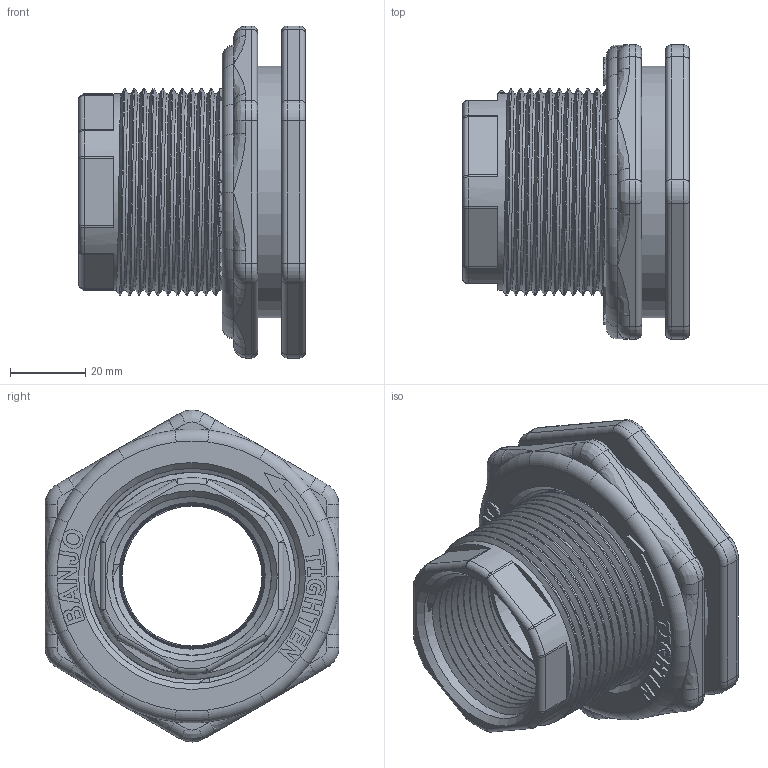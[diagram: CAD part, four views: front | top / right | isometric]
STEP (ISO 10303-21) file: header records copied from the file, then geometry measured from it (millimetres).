
FILE_DESCRIPTION((''),'2;1');
FILE_NAME('TF125SS.stp','2013-07-22T16:03:15',('mclevenger'),(''),'Autodesk Inventor 2013','Autodesk Inventor 2013','');
FILE_SCHEMA(('AUTOMOTIVE_DESIGN { 1 0 10303 214 1 1 1 1 }'));
Length unit declared in the file: inch
Products named in the file (4): TF125SS; TF121SS; TF103SS; 200G
Assembly tree (3 placements, depth 2):
  TF125SS
    TF121SS
    TF103SS
    200G
Bounding box: 60.2 x 77.98 x 88.08 mm (x, y, z)
Volume: 117751.7 mm3; surface area: 48168.2 mm2
Topology: 3 solids, 3 shells, 396 faces, 987 edges, 606 vertices
Faces by surface type: plane 173, cylinder 72, bspline 69, torus 44, cone 26, sphere 12
Full cylindrical faces by diameter (mm): 37.084 x1, 50.8 x1, 57.15 x3, 66.675 x1
Entity records: 19423 total; most frequent: CARTESIAN_POINT 10856, ORIENTED_EDGE 1804, DIRECTION 1635, EDGE_CURVE 902, AXIS2_PLACEMENT_3D 566, VERTEX_POINT 566, VECTOR 503, LINE 503
